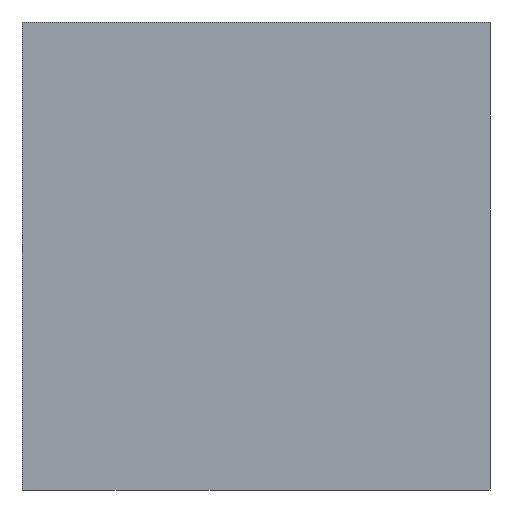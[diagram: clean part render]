
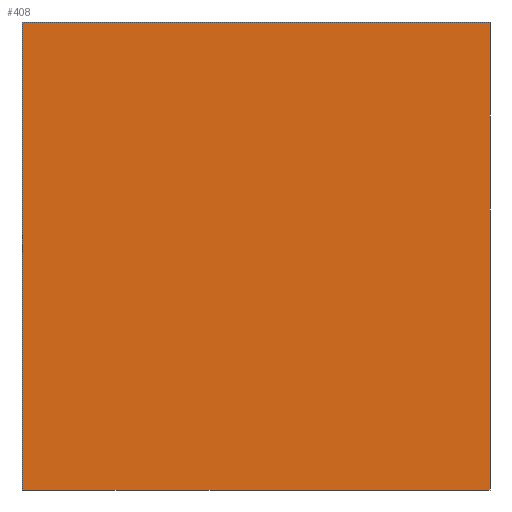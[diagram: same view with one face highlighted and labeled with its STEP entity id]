
A CAD part, front view. The second image highlights one B-rep face of the part: STEP entity #408.
In plain terms, the highlighted planar face has unit normal (0, -1, 0).
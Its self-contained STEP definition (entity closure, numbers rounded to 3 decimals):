
#24 = VERTEX_POINT('',#25);
#25 = CARTESIAN_POINT('',(-10.5,-4.45,-10.5));
#200 = VERTEX_POINT('',#201);
#201 = CARTESIAN_POINT('',(-10.5,-4.45,10.5));
#207 = EDGE_CURVE('',#24,#200,#208,.T.);
#208 = LINE('',#209,#210);
#209 = CARTESIAN_POINT('',(-10.5,-4.45,-10.5));
#210 = VECTOR('',#211,1.);
#211 = DIRECTION('',(0.,0.,1.));
#222 = EDGE_CURVE('',#24,#223,#225,.T.);
#223 = VERTEX_POINT('',#224);
#224 = CARTESIAN_POINT('',(10.5,-4.45,-10.5));
#225 = LINE('',#226,#227);
#226 = CARTESIAN_POINT('',(-10.5,-4.45,-10.5));
#227 = VECTOR('',#228,1.);
#228 = DIRECTION('',(1.,0.,0.));
#408 = ADVANCED_FACE('',(#409),#427,.F.);
#409 = FACE_BOUND('',#410,.F.);
#410 = EDGE_LOOP('',(#411,#412,#420,#426));
#411 = ORIENTED_EDGE('',*,*,#207,.T.);
#412 = ORIENTED_EDGE('',*,*,#413,.T.);
#413 = EDGE_CURVE('',#200,#414,#416,.T.);
#414 = VERTEX_POINT('',#415);
#415 = CARTESIAN_POINT('',(10.5,-4.45,10.5));
#416 = LINE('',#417,#418);
#417 = CARTESIAN_POINT('',(-10.5,-4.45,10.5));
#418 = VECTOR('',#419,1.);
#419 = DIRECTION('',(1.,0.,0.));
#420 = ORIENTED_EDGE('',*,*,#421,.F.);
#421 = EDGE_CURVE('',#223,#414,#422,.T.);
#422 = LINE('',#423,#424);
#423 = CARTESIAN_POINT('',(10.5,-4.45,-10.5));
#424 = VECTOR('',#425,1.);
#425 = DIRECTION('',(0.,0.,1.));
#426 = ORIENTED_EDGE('',*,*,#222,.F.);
#427 = PLANE('',#428);
#428 = AXIS2_PLACEMENT_3D('',#429,#430,#431);
#429 = CARTESIAN_POINT('',(-10.5,-4.45,-10.5));
#430 = DIRECTION('',(0.,1.,0.));
#431 = DIRECTION('',(1.,0.,0.));
